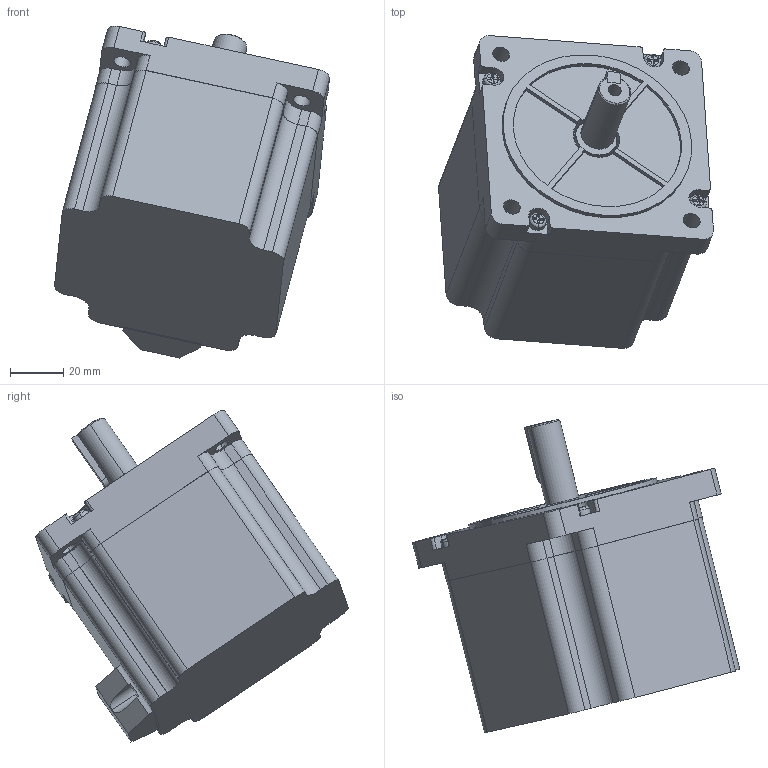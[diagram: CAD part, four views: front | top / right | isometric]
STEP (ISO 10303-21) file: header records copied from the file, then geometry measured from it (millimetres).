
FILE_DESCRIPTION (( 'STEP AP203' ), '1' );
FILE_NAME ('LGSM86-45.STEP', '2026-01-29T08:38:49', ( 'Windows 蚚誧' ), ( 'Organization' ), 'SwSTEP 2.0', 'SolidWorks 2018', '' );
FILE_SCHEMA (( 'CONFIG_CONTROL_DESIGN' ));
Length unit declared in the file: millimetre
Products named in the file (2): LGSM86-45
Bounding box: 103.73 x 117.94 x 125.28 mm (x, y, z)
Surface area: 45368.8 mm2 (no closed solid volume)
Topology: 0 solids, 4 shells, 233 faces, 652 edges, 424 vertices
Faces by surface type: plane 124, cylinder 96, bspline 8, cone 5
Entity records: 7780 total; most frequent: CARTESIAN_POINT 1541, DIRECTION 1310, ORIENTED_EDGE 1248, EDGE_CURVE 652, AXIS2_PLACEMENT_3D 454, VERTEX_POINT 424, VECTOR 402, LINE 402
